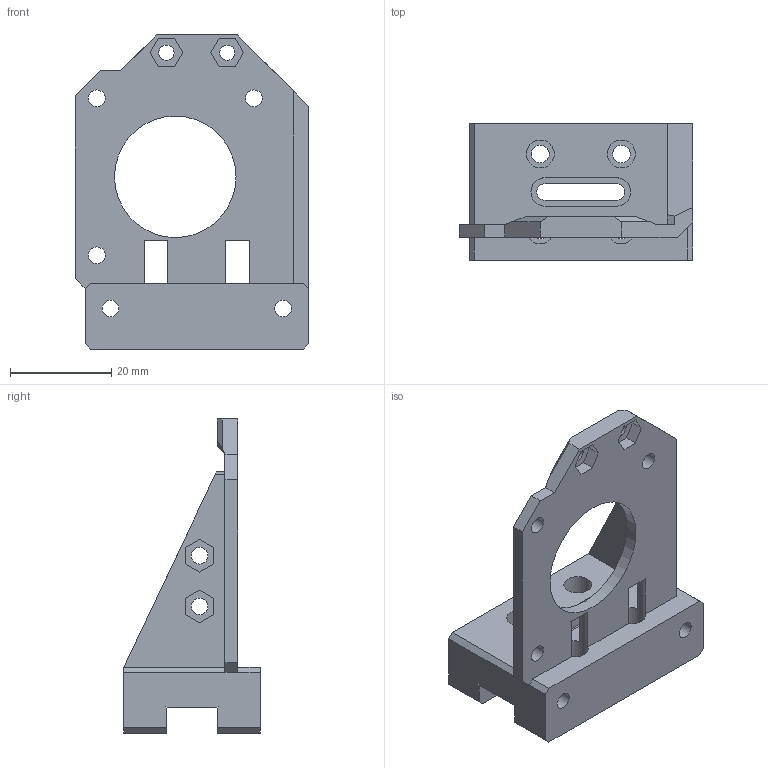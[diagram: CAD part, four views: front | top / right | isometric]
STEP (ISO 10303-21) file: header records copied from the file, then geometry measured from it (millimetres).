
FILE_DESCRIPTION(/* description */ (''),/* implementation_level */ '2;1');
FILE_NAME(/* name */ 'top_bmg_MGN9.step',/* time_stamp */ '2021-11-29T17:09:55-05:00',/* author */ (''),/* organization */ (''),/* preprocessor_version */ 'ST-DEVELOPER v18.1',/* originating_system */ 'Autodesk Translation Framework v10.10.0.1391',/* authorisation */ '');
FILE_SCHEMA (('AUTOMOTIVE_DESIGN { 1 0 10303 214 3 1 1 }'));
Length unit declared in the file: millimetre
Products named in the file (1): top_bmg_MGN9
Bounding box: 46 x 27 x 62 mm (x, y, z)
Volume: 16758.8 mm3; surface area: 10565.1 mm2
Topology: 1 solids, 1 shells, 104 faces, 294 edges, 195 vertices
Faces by surface type: plane 82, cylinder 22
Full cylindrical faces by diameter (mm): 3 x2, 3.3 x7, 3.5 x4, 5.5 x4, 24 x1
Entity records: 3458 total; most frequent: CARTESIAN_POINT 595, ORIENTED_EDGE 588, DIRECTION 556, EDGE_CURVE 294, LINE 242, VECTOR 242, VERTEX_POINT 196, AXIS2_PLACEMENT_3D 157
